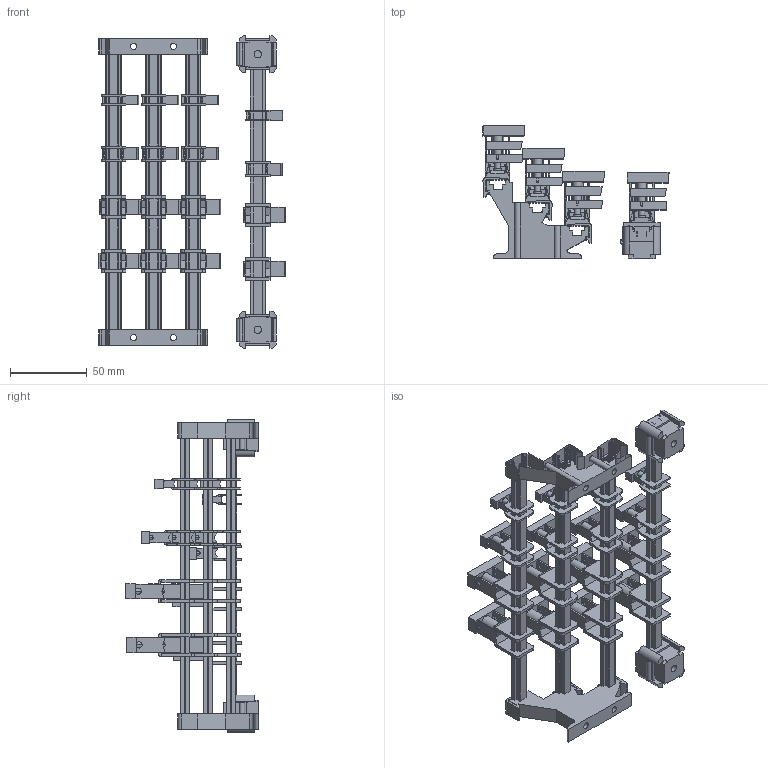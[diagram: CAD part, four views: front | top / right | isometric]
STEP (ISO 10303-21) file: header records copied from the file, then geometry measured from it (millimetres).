
FILE_DESCRIPTION((''),'2;1');
FILE_NAME('UP3-125M_3P_ASM','2024-06-17T',('dell'),(''),'PRO/ENGINEER BY PARAMETRIC TECHNOLOGY CORPORATION, 2013230','PRO/ENGINEER BY PARAMETRIC TECHNOLOGY CORPORATION, 2013230','');
FILE_SCHEMA(('AUTOMOTIVE_DESIGN { 1 0 10303 214 1 1 1 1 }'));
Products named in the file (1): UP3-125M_3P_ASM
Bounding box: 121.41 x 86.75 x 204.29 mm (x, y, z)
Volume: 131080.4 mm3; surface area: 107103.4 mm2
Topology: 14 solids, 14 shells, 2470 faces, 7314 edges, 4790 vertices
Faces by surface type: plane 1826, cylinder 574, cone 64, torus 6
Entity records: 83093 total; most frequent: CARTESIAN_POINT 15309, ORIENTED_EDGE 14628, DIRECTION 13392, EDGE_CURVE 7314, VECTOR 5788, LINE 5788, VERTEX_POINT 4796, AXIS2_PLACEMENT_3D 3802
